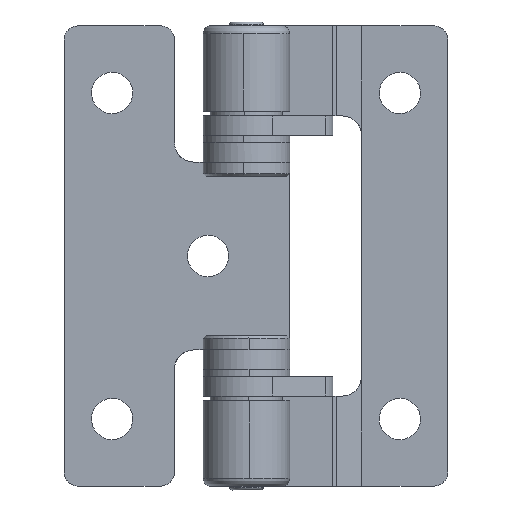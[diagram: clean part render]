
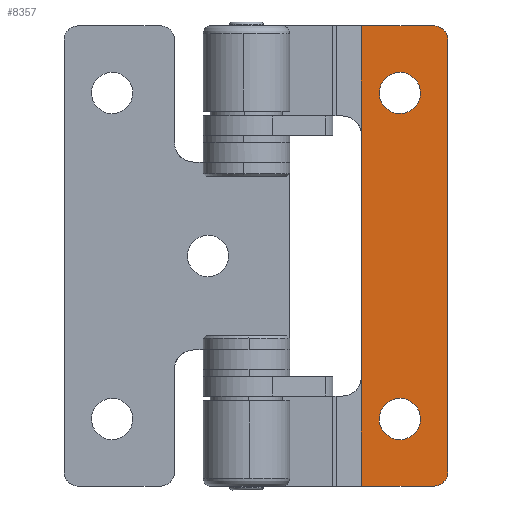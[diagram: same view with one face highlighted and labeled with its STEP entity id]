
A CAD part, front view. The second image highlights one B-rep face of the part: STEP entity #8357.
In plain terms, the highlighted free-form (B-spline) face has degree [1, 1] with [2, 2] control points.
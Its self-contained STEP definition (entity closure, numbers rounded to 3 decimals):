
#6732=CARTESIAN_POINT('',(16.0,5.8,43.15));
#6733=VERTEX_POINT('',#6732);
#6734=CARTESIAN_POINT('',(13.857,5.8,41.169));
#6735=VERTEX_POINT('',#6734);
#6736=CARTESIAN_POINT('',(16.0,5.8,43.15));
#6737=CARTESIAN_POINT('',(14.013,5.8,43.15));
#6738=CARTESIAN_POINT('',(13.857,5.8,41.169));
#6746=(BOUNDED_CURVE()B_SPLINE_CURVE(2,(#6736,#6737,#6738),.UNSPECIFIED.,.F.,.U.)B_SPLINE_CURVE_WITH_KNOTS((3,3),(0.0,0.236),.UNSPECIFIED.)CURVE()GEOMETRIC_REPRESENTATION_ITEM()RATIONAL_B_SPLINE_CURVE((1.0,0.723,0.97))REPRESENTATION_ITEM(''));
#6747=EDGE_CURVE('',#6733,#6735,#6746,.T.);
#6788=CARTESIAN_POINT('',(18.143,5.8,40.831));
#6789=VERTEX_POINT('',#6788);
#6795=CARTESIAN_POINT('',(18.143,5.8,40.831));
#6796=CARTESIAN_POINT('',(18.15,5.8,40.916));
#6797=CARTESIAN_POINT('',(18.15,5.8,41.));
#6798=CARTESIAN_POINT('',(18.15,5.8,43.15));
#6799=CARTESIAN_POINT('',(16.0,5.8,43.15));
#6807=(BOUNDED_CURVE()B_SPLINE_CURVE(2,(#6795,#6796,#6797,#6798,#6799),.UNSPECIFIED.,.F.,.U.)B_SPLINE_CURVE_WITH_KNOTS((3,2,3),(0.736,0.75,1.0),.UNSPECIFIED.)CURVE()GEOMETRIC_REPRESENTATION_ITEM()RATIONAL_B_SPLINE_CURVE((0.97,0.984,1.0,0.707,1.0))REPRESENTATION_ITEM(''));
#6808=EDGE_CURVE('',#6789,#6733,#6807,.T.);
#6831=CARTESIAN_POINT('',(16.0,5.8,38.85));
#6832=VERTEX_POINT('',#6831);
#6833=CARTESIAN_POINT('',(13.857,5.8,41.169));
#6834=CARTESIAN_POINT('',(13.85,5.8,41.084));
#6835=CARTESIAN_POINT('',(13.85,5.8,41.));
#6836=CARTESIAN_POINT('',(13.85,5.8,38.85));
#6837=CARTESIAN_POINT('',(16.0,5.8,38.85));
#6845=(BOUNDED_CURVE()B_SPLINE_CURVE(2,(#6833,#6834,#6835,#6836,#6837),.UNSPECIFIED.,.F.,.U.)B_SPLINE_CURVE_WITH_KNOTS((3,2,3),(0.236,0.25,0.5),.UNSPECIFIED.)CURVE()GEOMETRIC_REPRESENTATION_ITEM()RATIONAL_B_SPLINE_CURVE((0.97,0.984,1.0,0.707,1.0))REPRESENTATION_ITEM(''));
#6846=EDGE_CURVE('',#6735,#6832,#6845,.T.);
#6848=CARTESIAN_POINT('',(16.0,5.8,38.85));
#6849=CARTESIAN_POINT('',(17.987,5.8,38.85));
#6850=CARTESIAN_POINT('',(18.143,5.8,40.831));
#6858=(BOUNDED_CURVE()B_SPLINE_CURVE(2,(#6848,#6849,#6850),.UNSPECIFIED.,.F.,.U.)B_SPLINE_CURVE_WITH_KNOTS((3,3),(0.5,0.736),.UNSPECIFIED.)CURVE()GEOMETRIC_REPRESENTATION_ITEM()RATIONAL_B_SPLINE_CURVE((1.0,0.723,0.97))REPRESENTATION_ITEM(''));
#6859=EDGE_CURVE('',#6832,#6789,#6858,.T.);
#6914=CARTESIAN_POINT('',(16.0,5.8,9.15));
#6915=VERTEX_POINT('',#6914);
#6916=CARTESIAN_POINT('',(13.857,5.8,7.169));
#6917=VERTEX_POINT('',#6916);
#6918=CARTESIAN_POINT('',(16.0,5.8,9.15));
#6919=CARTESIAN_POINT('',(14.013,5.8,9.15));
#6920=CARTESIAN_POINT('',(13.857,5.8,7.169));
#6928=(BOUNDED_CURVE()B_SPLINE_CURVE(2,(#6918,#6919,#6920),.UNSPECIFIED.,.F.,.U.)B_SPLINE_CURVE_WITH_KNOTS((3,3),(0.0,0.236),.UNSPECIFIED.)CURVE()GEOMETRIC_REPRESENTATION_ITEM()RATIONAL_B_SPLINE_CURVE((1.0,0.723,0.97))REPRESENTATION_ITEM(''));
#6929=EDGE_CURVE('',#6915,#6917,#6928,.T.);
#6970=CARTESIAN_POINT('',(18.143,5.8,6.831));
#6971=VERTEX_POINT('',#6970);
#6977=CARTESIAN_POINT('',(18.143,5.8,6.831));
#6978=CARTESIAN_POINT('',(18.15,5.8,6.916));
#6979=CARTESIAN_POINT('',(18.15,5.8,7.));
#6980=CARTESIAN_POINT('',(18.15,5.8,9.15));
#6981=CARTESIAN_POINT('',(16.0,5.8,9.15));
#6989=(BOUNDED_CURVE()B_SPLINE_CURVE(2,(#6977,#6978,#6979,#6980,#6981),.UNSPECIFIED.,.F.,.U.)B_SPLINE_CURVE_WITH_KNOTS((3,2,3),(0.736,0.75,1.0),.UNSPECIFIED.)CURVE()GEOMETRIC_REPRESENTATION_ITEM()RATIONAL_B_SPLINE_CURVE((0.97,0.984,1.0,0.707,1.0))REPRESENTATION_ITEM(''));
#6990=EDGE_CURVE('',#6971,#6915,#6989,.T.);
#7013=CARTESIAN_POINT('',(16.0,5.8,4.85));
#7014=VERTEX_POINT('',#7013);
#7015=CARTESIAN_POINT('',(13.857,5.8,7.169));
#7016=CARTESIAN_POINT('',(13.85,5.8,7.084));
#7017=CARTESIAN_POINT('',(13.85,5.8,7.));
#7018=CARTESIAN_POINT('',(13.85,5.8,4.85));
#7019=CARTESIAN_POINT('',(16.0,5.8,4.85));
#7027=(BOUNDED_CURVE()B_SPLINE_CURVE(2,(#7015,#7016,#7017,#7018,#7019),.UNSPECIFIED.,.F.,.U.)B_SPLINE_CURVE_WITH_KNOTS((3,2,3),(0.236,0.25,0.5),.UNSPECIFIED.)CURVE()GEOMETRIC_REPRESENTATION_ITEM()RATIONAL_B_SPLINE_CURVE((0.97,0.984,1.0,0.707,1.0))REPRESENTATION_ITEM(''));
#7028=EDGE_CURVE('',#6917,#7014,#7027,.T.);
#7030=CARTESIAN_POINT('',(16.0,5.8,4.85));
#7031=CARTESIAN_POINT('',(17.987,5.8,4.85));
#7032=CARTESIAN_POINT('',(18.143,5.8,6.831));
#7040=(BOUNDED_CURVE()B_SPLINE_CURVE(2,(#7030,#7031,#7032),.UNSPECIFIED.,.F.,.U.)B_SPLINE_CURVE_WITH_KNOTS((3,3),(0.5,0.736),.UNSPECIFIED.)CURVE()GEOMETRIC_REPRESENTATION_ITEM()RATIONAL_B_SPLINE_CURVE((1.0,0.723,0.97))REPRESENTATION_ITEM(''));
#7041=EDGE_CURVE('',#7014,#6971,#7040,.T.);
#8201=CARTESIAN_POINT('',(12.,5.8,48.));
#8202=VERTEX_POINT('',#8201);
#8216=CARTESIAN_POINT('',(12.,5.8,36.6));
#8217=VERTEX_POINT('',#8216);
#8231=CARTESIAN_POINT('',(12.,5.8,48.));
#8232=CARTESIAN_POINT('',(12.,5.8,36.6));
#8233=QUASI_UNIFORM_CURVE('',1,(#8231,#8232),.UNSPECIFIED.,.F.,.U.);
#8234=EDGE_CURVE('',#8202,#8217,#8233,.T.);
#8252=CARTESIAN_POINT('',(12.,5.8,0.));
#8253=VERTEX_POINT('',#8252);
#8259=CARTESIAN_POINT('',(12.,5.8,11.4));
#8260=VERTEX_POINT('',#8259);
#8261=CARTESIAN_POINT('',(12.,5.8,11.4));
#8262=CARTESIAN_POINT('',(12.,5.8,0.));
#8263=QUASI_UNIFORM_CURVE('',1,(#8261,#8262),.UNSPECIFIED.,.F.,.U.);
#8264=EDGE_CURVE('',#8260,#8253,#8263,.T.);
#8282=CARTESIAN_POINT('',(11.55,5.8,50.398));
#8283=CARTESIAN_POINT('',(11.55,5.8,-2.398));
#8284=CARTESIAN_POINT('',(21.45,5.8,50.398));
#8285=CARTESIAN_POINT('',(21.45,5.8,-2.398));
#8286=B_SPLINE_SURFACE_WITH_KNOTS('',1,1,((#8282,#8284),(#8283,#8285)),.UNSPECIFIED.,.F.,.F.,.U.,(2,2),(2,2),(0.0,52.795),(0.0,9.899),.UNSPECIFIED.);
#8287=CARTESIAN_POINT('',(19.5,5.8,0.));
#8288=VERTEX_POINT('',#8287);
#8289=CARTESIAN_POINT('',(19.5,5.8,0.));
#8290=CARTESIAN_POINT('',(12.,5.8,0.));
#8291=QUASI_UNIFORM_CURVE('',1,(#8289,#8290),.UNSPECIFIED.,.F.,.U.);
#8292=EDGE_CURVE('',#8288,#8253,#8291,.T.);
#8293=ORIENTED_EDGE('',*,*,#8292,.F.);
#8294=CARTESIAN_POINT('',(21.,5.8,1.5));
#8295=VERTEX_POINT('',#8294);
#8296=CARTESIAN_POINT('',(19.5,5.8,0.));
#8297=CARTESIAN_POINT('',(21.,5.8,0.));
#8298=CARTESIAN_POINT('',(21.,5.8,1.5));
#8306=(BOUNDED_CURVE()B_SPLINE_CURVE(2,(#8296,#8297,#8298),.UNSPECIFIED.,.F.,.U.)CURVE()GEOMETRIC_REPRESENTATION_ITEM()QUASI_UNIFORM_CURVE()RATIONAL_B_SPLINE_CURVE((1.0,0.707,1.0))REPRESENTATION_ITEM(''));
#8307=EDGE_CURVE('',#8288,#8295,#8306,.T.);
#8308=ORIENTED_EDGE('',*,*,#8307,.T.);
#8309=CARTESIAN_POINT('',(21.,5.8,46.5));
#8310=VERTEX_POINT('',#8309);
#8311=CARTESIAN_POINT('',(21.,5.8,46.5));
#8312=CARTESIAN_POINT('',(21.,5.8,1.5));
#8313=QUASI_UNIFORM_CURVE('',1,(#8311,#8312),.UNSPECIFIED.,.F.,.U.);
#8314=EDGE_CURVE('',#8310,#8295,#8313,.T.);
#8315=ORIENTED_EDGE('',*,*,#8314,.F.);
#8316=CARTESIAN_POINT('',(19.5,5.8,48.));
#8317=VERTEX_POINT('',#8316);
#8318=CARTESIAN_POINT('',(21.,5.8,46.5));
#8319=CARTESIAN_POINT('',(21.,5.8,48.));
#8320=CARTESIAN_POINT('',(19.5,5.8,48.));
#8328=(BOUNDED_CURVE()B_SPLINE_CURVE(2,(#8318,#8319,#8320),.UNSPECIFIED.,.F.,.U.)CURVE()GEOMETRIC_REPRESENTATION_ITEM()QUASI_UNIFORM_CURVE()RATIONAL_B_SPLINE_CURVE((1.0,0.707,1.0))REPRESENTATION_ITEM(''));
#8329=EDGE_CURVE('',#8310,#8317,#8328,.T.);
#8330=ORIENTED_EDGE('',*,*,#8329,.T.);
#8331=CARTESIAN_POINT('',(19.5,5.8,48.));
#8332=CARTESIAN_POINT('',(12.,5.8,48.));
#8333=QUASI_UNIFORM_CURVE('',1,(#8331,#8332),.UNSPECIFIED.,.F.,.U.);
#8334=EDGE_CURVE('',#8317,#8202,#8333,.T.);
#8335=ORIENTED_EDGE('',*,*,#8334,.T.);
#8336=ORIENTED_EDGE('',*,*,#8234,.T.);
#8337=CARTESIAN_POINT('',(12.,5.8,36.6));
#8338=CARTESIAN_POINT('',(12.,5.8,11.4));
#8339=QUASI_UNIFORM_CURVE('',1,(#8337,#8338),.UNSPECIFIED.,.F.,.U.);
#8340=EDGE_CURVE('',#8217,#8260,#8339,.T.);
#8341=ORIENTED_EDGE('',*,*,#8340,.T.);
#8342=ORIENTED_EDGE('',*,*,#8264,.T.);
#8343=EDGE_LOOP('',(#8293,#8308,#8315,#8330,#8335,#8336,#8341,#8342));
#8344=FACE_OUTER_BOUND('',#8343,.T.);
#8345=ORIENTED_EDGE('',*,*,#7041,.F.);
#8346=ORIENTED_EDGE('',*,*,#7028,.F.);
#8347=ORIENTED_EDGE('',*,*,#6929,.F.);
#8348=ORIENTED_EDGE('',*,*,#6990,.F.);
#8349=EDGE_LOOP('',(#8345,#8346,#8347,#8348));
#8350=FACE_BOUND('',#8349,.T.);
#8351=ORIENTED_EDGE('',*,*,#6859,.F.);
#8352=ORIENTED_EDGE('',*,*,#6846,.F.);
#8353=ORIENTED_EDGE('',*,*,#6747,.F.);
#8354=ORIENTED_EDGE('',*,*,#6808,.F.);
#8355=EDGE_LOOP('',(#8351,#8352,#8353,#8354));
#8356=FACE_BOUND('',#8355,.T.);
#8357=ADVANCED_FACE('',(#8344,#8350,#8356),#8286,.T.);
